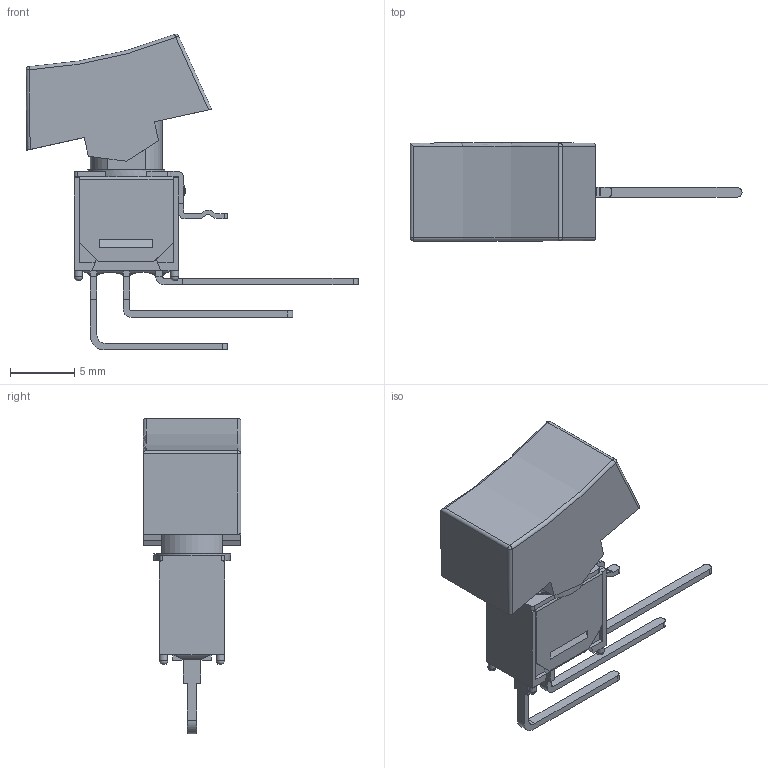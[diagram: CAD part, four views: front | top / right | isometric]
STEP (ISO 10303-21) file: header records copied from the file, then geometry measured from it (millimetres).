
FILE_DESCRIPTION((' '),'2;1');
FILE_NAME('400MSPxR1xxxM71xE.stp','2017-07-27T15:17:38',(' '),(' '),' ','ACIS',' ');
FILE_SCHEMA(('CONFIG_CONTROL_DESIGN'));
Length unit declared in the file: inch
Products named in the file (1): 400MSPxR1xxxM71xE.stp
Bounding box: 25.84 x 7.62 x 24.57 mm (x, y, z)
Volume: 650.7 mm3; surface area: 1404.5 mm2
Topology: 1 solids, 2 shells, 223 faces, 608 edges, 389 vertices
Faces by surface type: plane 162, cylinder 48, sphere 7, bspline 2, cone 2, torus 2
Full cylindrical faces by diameter (mm): 0.65 x4, 3.25 x1, 6 x1
Entity records: 7055 total; most frequent: CARTESIAN_POINT 1355, ORIENTED_EDGE 1172, DIRECTION 1137, EDGE_CURVE 586, VECTOR 459, LINE 459, VERTEX_POINT 382, AXIS2_PLACEMENT_3D 339
